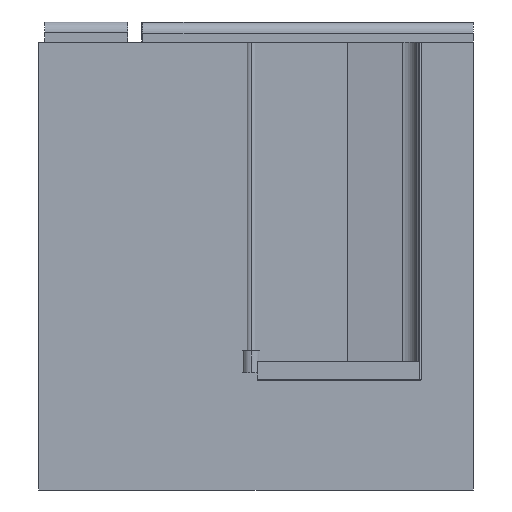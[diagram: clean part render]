
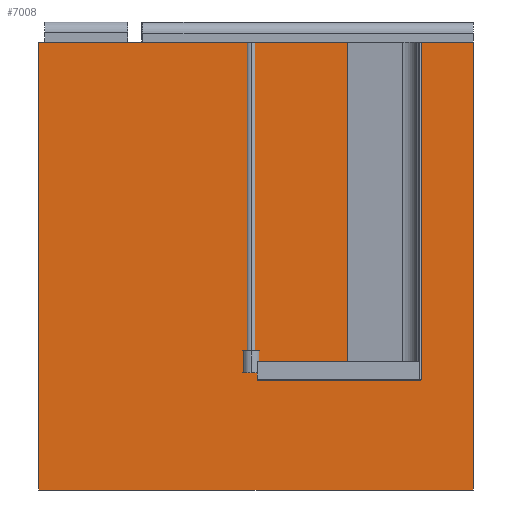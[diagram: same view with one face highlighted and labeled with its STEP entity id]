
A CAD part, left-side view. The second image highlights one B-rep face of the part: STEP entity #7008.
In plain terms, the highlighted planar face has unit normal (-1, 0, 0).
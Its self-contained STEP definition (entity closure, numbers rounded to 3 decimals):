
#586 = CARTESIAN_POINT ( 'NONE',  ( 0., 0., -206. ) ) ;
#713 = ORIENTED_EDGE ( 'NONE', *, *, #9975, .F. ) ;
#1159 = VERTEX_POINT ( 'NONE', #5899 ) ;
#1419 = PLANE ( 'NONE',  #8781 ) ;
#1873 = EDGE_LOOP ( 'NONE', ( #6635, #9236, #713, #4822 ) ) ;
#1977 = CARTESIAN_POINT ( 'NONE',  ( 0., 400., 206. ) ) ;
#2556 = DIRECTION ( 'NONE',  ( 0., -1., 0. ) ) ;
#3370 = VECTOR ( 'NONE', #9460, 1000. ) ;
#3669 = DIRECTION ( 'NONE',  ( 0., 0., 1. ) ) ;
#4016 = CARTESIAN_POINT ( 'NONE',  ( 0., 0., 0. ) ) ;
#4352 = EDGE_CURVE ( 'NONE', #1159, #9316, #4510, .T. ) ;
#4510 = LINE ( 'NONE', #1977, #8673 ) ;
#4822 = ORIENTED_EDGE ( 'NONE', *, *, #8103, .F. ) ;
#4915 = LINE ( 'NONE', #5997, #9239 ) ;
#5365 = DIRECTION ( 'NONE',  ( 0., 1., 0. ) ) ;
#5714 = EDGE_CURVE ( 'NONE', #9316, #7903, #4915, .T. ) ;
#5899 = CARTESIAN_POINT ( 'NONE',  ( 0., 400., -206. ) ) ;
#5997 = CARTESIAN_POINT ( 'NONE',  ( 0., 0., 206. ) ) ;
#6441 = VERTEX_POINT ( 'NONE', #586 ) ;
#6635 = ORIENTED_EDGE ( 'NONE', *, *, #5714, .F. ) ;
#7008 = ADVANCED_FACE ( 'NONE', ( #7280 ), #1419, .T. ) ;
#7280 = FACE_OUTER_BOUND ( 'NONE', #1873, .T. ) ;
#7548 = CARTESIAN_POINT ( 'NONE',  ( 0., 400., 206. ) ) ;
#7903 = VERTEX_POINT ( 'NONE', #9283 ) ;
#8103 = EDGE_CURVE ( 'NONE', #7903, #6441, #9631, .T. ) ;
#8285 = DIRECTION ( 'NONE',  ( -1., 0., 0. ) ) ;
#8347 = VECTOR ( 'NONE', #5365, 1000. ) ;
#8673 = VECTOR ( 'NONE', #3669, 1000. ) ;
#8781 = AXIS2_PLACEMENT_3D ( 'NONE', #4016, #8285, #10899 ) ;
#9236 = ORIENTED_EDGE ( 'NONE', *, *, #4352, .F. ) ;
#9239 = VECTOR ( 'NONE', #2556, 1000. ) ;
#9283 = CARTESIAN_POINT ( 'NONE',  ( 0., 0., 206. ) ) ;
#9316 = VERTEX_POINT ( 'NONE', #7548 ) ;
#9460 = DIRECTION ( 'NONE',  ( 0., 0., -1. ) ) ;
#9631 = LINE ( 'NONE', #10366, #3370 ) ;
#9640 = LINE ( 'NONE', #10311, #8347 ) ;
#9975 = EDGE_CURVE ( 'NONE', #6441, #1159, #9640, .T. ) ;
#10311 = CARTESIAN_POINT ( 'NONE',  ( 0., 0., -206. ) ) ;
#10366 = CARTESIAN_POINT ( 'NONE',  ( 0., 0., 206. ) ) ;
#10899 = DIRECTION ( 'NONE',  ( 0., 0., 1. ) ) ;
